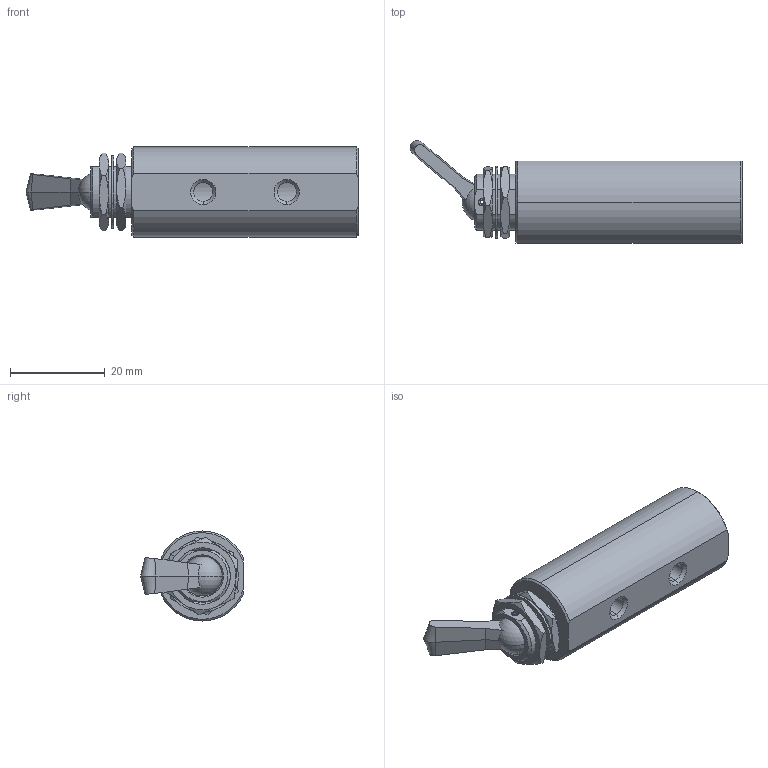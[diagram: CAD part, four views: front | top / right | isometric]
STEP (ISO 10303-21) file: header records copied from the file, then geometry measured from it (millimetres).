
FILE_DESCRIPTION (( 'STEP AP214' ), '1' );
FILE_NAME ('GVS-520F-TD.step', '2018-10-25T18:27:27', ( '' ), ( '' ), 'SwSTEP 2.0', 'SolidWorks 2018', '' );
FILE_SCHEMA (( 'AUTOMOTIVE_DESIGN' ));
Length unit declared in the file: inch
Products named in the file (1): GVS-520F-TD
Bounding box: 70.14 x 21.66 x 19.05 mm (x, y, z)
Volume: 11260.9 mm3; surface area: 6915.6 mm2
Topology: 7 solids, 7 shells, 254 faces, 654 edges, 416 vertices
Faces by surface type: plane 96, cylinder 94, cone 60, sphere 2, bspline 2
Entity records: 11872 total; most frequent: CARTESIAN_POINT 2208, DIRECTION 1320, ORIENTED_EDGE 1300, EDGE_CURVE 650, AXIS2_PLACEMENT_3D 502, VERTEX_POINT 414, LINE 316, VECTOR 316
